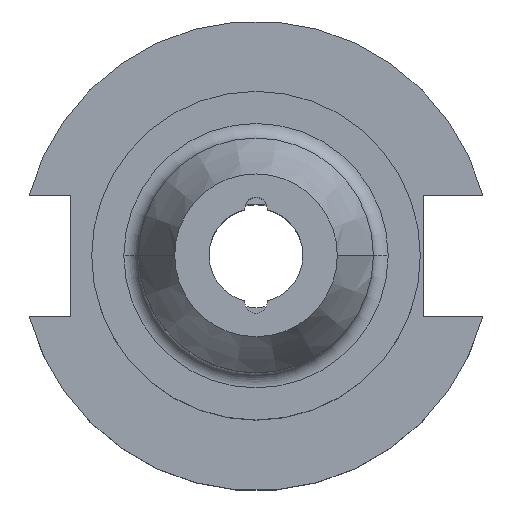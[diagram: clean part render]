
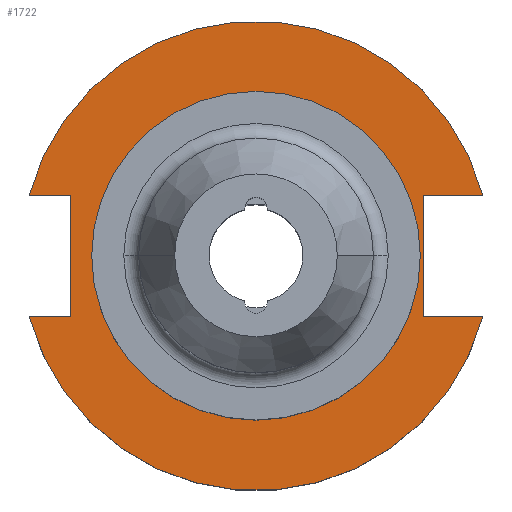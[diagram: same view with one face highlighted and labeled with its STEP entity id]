
A CAD part, top view. The second image highlights one B-rep face of the part: STEP entity #1722.
In plain terms, the highlighted planar face has unit normal (0, 0, 1).
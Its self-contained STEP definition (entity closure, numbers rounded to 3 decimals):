
#80 = CARTESIAN_POINT ( 'NONE',  ( -25.091, -8.191, 19.05 ) ) ;
#90 = DIRECTION ( 'NONE',  ( -1., 0., 0. ) ) ;
#93 = VECTOR ( 'NONE', #1210, 1000. ) ;
#106 = EDGE_CURVE ( 'NONE', #1657, #577, #1048, .T. ) ;
#111 = VERTEX_POINT ( 'NONE', #370 ) ;
#123 = CARTESIAN_POINT ( 'NONE',  ( 0., 0., 19.05 ) ) ;
#126 = DIRECTION ( 'NONE',  ( 1., 0., 0. ) ) ;
#164 = CARTESIAN_POINT ( 'NONE',  ( -25.091, 8.191, 19.05 ) ) ;
#270 = ORIENTED_EDGE ( 'NONE', *, *, #618, .F. ) ;
#281 = DIRECTION ( 'NONE',  ( 1., 0., 0. ) ) ;
#322 = CARTESIAN_POINT ( 'NONE',  ( -61.091, -8.191, 19.05 ) ) ;
#325 = LINE ( 'NONE', #1510, #664 ) ;
#370 = CARTESIAN_POINT ( 'NONE',  ( 22.225, 0., 19.05 ) ) ;
#427 = CIRCLE ( 'NONE', #722, 22.225 ) ;
#452 = CARTESIAN_POINT ( 'NONE',  ( 0., 0., 19.05 ) ) ;
#456 = CARTESIAN_POINT ( 'NONE',  ( 30.675, -8.191, 19.05 ) ) ;
#467 = VECTOR ( 'NONE', #1683, 1000. ) ;
#496 = LINE ( 'NONE', #1064, #93 ) ;
#501 = DIRECTION ( 'NONE',  ( 1., 0., 0. ) ) ;
#503 = VERTEX_POINT ( 'NONE', #164 ) ;
#517 = LINE ( 'NONE', #696, #1618 ) ;
#524 = CARTESIAN_POINT ( 'NONE',  ( 30.675, 8.191, 19.05 ) ) ;
#527 = ORIENTED_EDGE ( 'NONE', *, *, #1686, .T. ) ;
#531 = CARTESIAN_POINT ( 'NONE',  ( -30.675, -8.191, 19.05 ) ) ;
#538 = AXIS2_PLACEMENT_3D ( 'NONE', #729, #1745, #867 ) ;
#577 = VERTEX_POINT ( 'NONE', #1349 ) ;
#595 = DIRECTION ( 'NONE',  ( 1., 0., 0. ) ) ;
#618 = EDGE_CURVE ( 'NONE', #1657, #1637, #496, .T. ) ;
#664 = VECTOR ( 'NONE', #501, 1000. ) ;
#696 = CARTESIAN_POINT ( 'NONE',  ( -25.091, 8.191, 19.05 ) ) ;
#722 = AXIS2_PLACEMENT_3D ( 'NONE', #123, #1144, #281 ) ;
#725 = AXIS2_PLACEMENT_3D ( 'NONE', #452, #1459, #595 ) ;
#727 = ORIENTED_EDGE ( 'NONE', *, *, #1043, .T. ) ;
#729 = CARTESIAN_POINT ( 'NONE',  ( 0., 0., 19.05 ) ) ;
#789 = AXIS2_PLACEMENT_3D ( 'NONE', #1393, #962, #90 ) ;
#820 = FACE_OUTER_BOUND ( 'NONE', #1222, .T. ) ;
#862 = FACE_BOUND ( 'NONE', #1893, .T. ) ;
#863 = LINE ( 'NONE', #322, #1252 ) ;
#867 = DIRECTION ( 'NONE',  ( 1., 0., 0. ) ) ;
#870 = ORIENTED_EDGE ( 'NONE', *, *, #106, .T. ) ;
#934 = CARTESIAN_POINT ( 'NONE',  ( 22.606, 8.191, 19.05 ) ) ;
#949 = ORIENTED_EDGE ( 'NONE', *, *, #1587, .F. ) ;
#957 = EDGE_CURVE ( 'NONE', #111, #1314, #427, .T. ) ;
#962 = DIRECTION ( 'NONE',  ( 0., 0., -1. ) ) ;
#1008 = AXIS2_PLACEMENT_3D ( 'NONE', #1594, #1573, #126 ) ;
#1035 = ORIENTED_EDGE ( 'NONE', *, *, #957, .F. ) ;
#1042 = CIRCLE ( 'NONE', #538, 31.75 ) ;
#1043 = EDGE_CURVE ( 'NONE', #1700, #1106, #1042, .T. ) ;
#1048 = CIRCLE ( 'NONE', #1008, 31.75 ) ;
#1051 = EDGE_CURVE ( 'NONE', #1314, #111, #1387, .T. ) ;
#1064 = CARTESIAN_POINT ( 'NONE',  ( 0., 8.191, 19.05 ) ) ;
#1106 = VERTEX_POINT ( 'NONE', #456 ) ;
#1137 = VECTOR ( 'NONE', #1789, 1000. ) ;
#1144 = DIRECTION ( 'NONE',  ( 0., 0., 1. ) ) ;
#1178 = EDGE_CURVE ( 'NONE', #1700, #1679, #863, .T. ) ;
#1180 = DIRECTION ( 'NONE',  ( 1., 0., 0. ) ) ;
#1210 = DIRECTION ( 'NONE',  ( -1., 0., 0. ) ) ;
#1222 = EDGE_LOOP ( 'NONE', ( #1894, #1897, #727, #949, #1541, #270, #870, #527 ) ) ;
#1252 = VECTOR ( 'NONE', #1180, 1000. ) ;
#1292 = CARTESIAN_POINT ( 'NONE',  ( 22.606, 22.225, 19.05 ) ) ;
#1314 = VERTEX_POINT ( 'NONE', #1357 ) ;
#1349 = CARTESIAN_POINT ( 'NONE',  ( -30.675, 8.191, 19.05 ) ) ;
#1357 = CARTESIAN_POINT ( 'NONE',  ( -22.225, 0., 19.05 ) ) ;
#1387 = CIRCLE ( 'NONE', #725, 22.225 ) ;
#1393 = CARTESIAN_POINT ( 'NONE',  ( 0., 22.225, 19.05 ) ) ;
#1446 = EDGE_CURVE ( 'NONE', #503, #1679, #517, .T. ) ;
#1459 = DIRECTION ( 'NONE',  ( 0., 0., 1. ) ) ;
#1510 = CARTESIAN_POINT ( 'NONE',  ( 0., -8.191, 19.05 ) ) ;
#1528 = EDGE_CURVE ( 'NONE', #1769, #1637, #1529, .T. ) ;
#1529 = LINE ( 'NONE', #1292, #1137 ) ;
#1539 = CARTESIAN_POINT ( 'NONE',  ( -61.091, 8.191, 19.05 ) ) ;
#1541 = ORIENTED_EDGE ( 'NONE', *, *, #1528, .T. ) ;
#1567 = DIRECTION ( 'NONE',  ( 0., -1., 0. ) ) ;
#1573 = DIRECTION ( 'NONE',  ( 0., 0., 1. ) ) ;
#1587 = EDGE_CURVE ( 'NONE', #1769, #1106, #325, .T. ) ;
#1594 = CARTESIAN_POINT ( 'NONE',  ( 0., 0., 19.05 ) ) ;
#1614 = ORIENTED_EDGE ( 'NONE', *, *, #1051, .F. ) ;
#1618 = VECTOR ( 'NONE', #1567, 1000. ) ;
#1637 = VERTEX_POINT ( 'NONE', #934 ) ;
#1643 = LINE ( 'NONE', #1539, #467 ) ;
#1657 = VERTEX_POINT ( 'NONE', #524 ) ;
#1679 = VERTEX_POINT ( 'NONE', #80 ) ;
#1683 = DIRECTION ( 'NONE',  ( 1., 0., 0. ) ) ;
#1686 = EDGE_CURVE ( 'NONE', #577, #503, #1643, .T. ) ;
#1700 = VERTEX_POINT ( 'NONE', #531 ) ;
#1702 = CARTESIAN_POINT ( 'NONE',  ( 22.606, -8.191, 19.05 ) ) ;
#1722 = ADVANCED_FACE ( 'NONE', ( #862, #820 ), #1842, .F. ) ;
#1745 = DIRECTION ( 'NONE',  ( 0., 0., 1. ) ) ;
#1769 = VERTEX_POINT ( 'NONE', #1702 ) ;
#1789 = DIRECTION ( 'NONE',  ( 0., 1., 0. ) ) ;
#1842 = PLANE ( 'NONE',  #789 ) ;
#1893 = EDGE_LOOP ( 'NONE', ( #1035, #1614 ) ) ;
#1894 = ORIENTED_EDGE ( 'NONE', *, *, #1446, .T. ) ;
#1897 = ORIENTED_EDGE ( 'NONE', *, *, #1178, .F. ) ;
